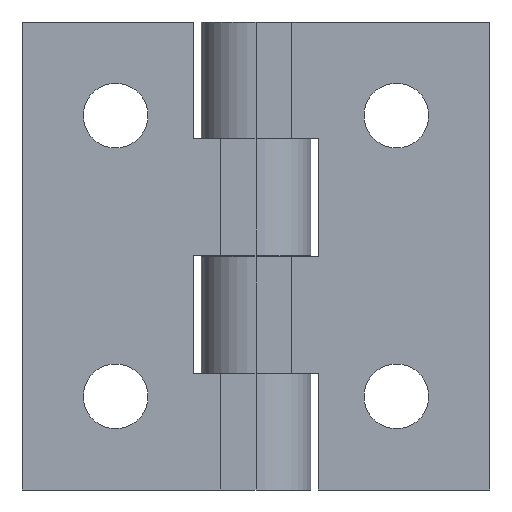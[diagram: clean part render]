
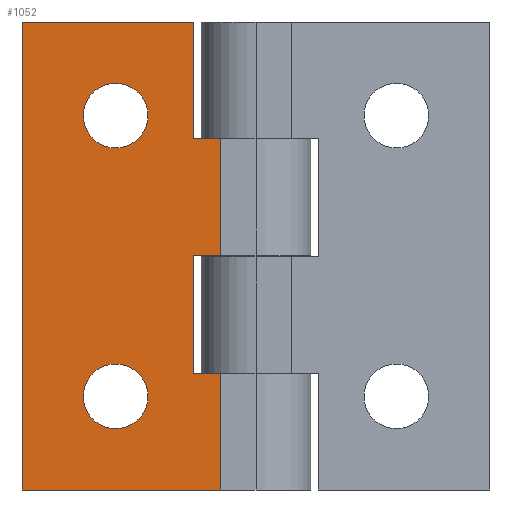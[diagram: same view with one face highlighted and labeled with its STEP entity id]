
A CAD part, front view. The second image highlights one B-rep face of the part: STEP entity #1052.
In plain terms, the highlighted planar face has unit normal (0, -1, 0).
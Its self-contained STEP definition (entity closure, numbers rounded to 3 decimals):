
#12 = DIRECTION ( 'NONE',  ( 1., 0., 0. ) ) ;
#55 = PLANE ( 'NONE',  #678 ) ;
#77 = CIRCLE ( 'NONE', #604, 4.15 ) ;
#104 = VECTOR ( 'NONE', #578, 1000. ) ;
#186 = CARTESIAN_POINT ( 'NONE',  ( -8., -8., -15.1 ) ) ;
#276 = DIRECTION ( 'NONE',  ( 0., 0., -1. ) ) ;
#285 = CARTESIAN_POINT ( 'NONE',  ( -4.5, -8., -15.1 ) ) ;
#289 = VECTOR ( 'NONE', #2342, 1000. ) ;
#308 = CARTESIAN_POINT ( 'NONE',  ( -30., -8., 30. ) ) ;
#322 = CARTESIAN_POINT ( 'NONE',  ( -4.5, -8., 0.1 ) ) ;
#333 = ORIENTED_EDGE ( 'NONE', *, *, #3334, .T. ) ;
#340 = CIRCLE ( 'NONE', #2800, 4.15 ) ;
#341 = CARTESIAN_POINT ( 'NONE',  ( -30., -8., 30. ) ) ;
#363 = LINE ( 'NONE', #2245, #2956 ) ;
#405 = CARTESIAN_POINT ( 'NONE',  ( -18., -8., -22.15 ) ) ;
#481 = LINE ( 'NONE', #3118, #730 ) ;
#527 = CARTESIAN_POINT ( 'NONE',  ( -18., -8., 18. ) ) ;
#555 = AXIS2_PLACEMENT_3D ( 'NONE', #642, #2420, #893 ) ;
#578 = DIRECTION ( 'NONE',  ( 1., 0., 0. ) ) ;
#604 = AXIS2_PLACEMENT_3D ( 'NONE', #527, #2300, #784 ) ;
#608 = AXIS2_PLACEMENT_3D ( 'NONE', #1022, #2843, #1283 ) ;
#642 = CARTESIAN_POINT ( 'NONE',  ( -18., -8., -18. ) ) ;
#661 = EDGE_LOOP ( 'NONE', ( #1077, #2547 ) ) ;
#678 = AXIS2_PLACEMENT_3D ( 'NONE', #308, #2893, #2344 ) ;
#681 = VECTOR ( 'NONE', #1144, 1000. ) ;
#713 = DIRECTION ( 'NONE',  ( 1., 0., 0. ) ) ;
#726 = DIRECTION ( 'NONE',  ( 0., 1., 0. ) ) ;
#730 = VECTOR ( 'NONE', #12, 1000. ) ;
#759 = VERTEX_POINT ( 'NONE', #405 ) ;
#764 = ORIENTED_EDGE ( 'NONE', *, *, #1322, .F. ) ;
#775 = CARTESIAN_POINT ( 'NONE',  ( -8., -8., 0.1 ) ) ;
#784 = DIRECTION ( 'NONE',  ( 0., 0., 1. ) ) ;
#794 = LINE ( 'NONE', #831, #104 ) ;
#831 = CARTESIAN_POINT ( 'NONE',  ( 8.34, -8., -15.1 ) ) ;
#846 = ORIENTED_EDGE ( 'NONE', *, *, #1478, .F. ) ;
#875 = FACE_OUTER_BOUND ( 'NONE', #1961, .T. ) ;
#893 = DIRECTION ( 'NONE',  ( 0., 0., -1. ) ) ;
#909 = CIRCLE ( 'NONE', #608, 4.15 ) ;
#943 = ORIENTED_EDGE ( 'NONE', *, *, #2934, .F. ) ;
#1022 = CARTESIAN_POINT ( 'NONE',  ( -18., -8., -18. ) ) ;
#1052 = ADVANCED_FACE ( 'NONE', ( #1570, #2225, #875 ), #55, .F. ) ;
#1077 = ORIENTED_EDGE ( 'NONE', *, *, #1375, .F. ) ;
#1106 = VECTOR ( 'NONE', #1635, 1000. ) ;
#1144 = DIRECTION ( 'NONE',  ( 0., 0., -1. ) ) ;
#1229 = EDGE_CURVE ( 'NONE', #1277, #2084, #2829, .T. ) ;
#1233 = DIRECTION ( 'NONE',  ( 0., 0., -1. ) ) ;
#1236 = VECTOR ( 'NONE', #713, 1000. ) ;
#1237 = EDGE_CURVE ( 'NONE', #3003, #759, #909, .T. ) ;
#1254 = EDGE_CURVE ( 'NONE', #2828, #1387, #77, .T. ) ;
#1265 = EDGE_CURVE ( 'NONE', #3329, #2591, #2055, .T. ) ;
#1273 = EDGE_CURVE ( 'NONE', #1462, #1624, #1805, .T. ) ;
#1275 = VECTOR ( 'NONE', #276, 1000. ) ;
#1277 = VERTEX_POINT ( 'NONE', #2086 ) ;
#1283 = DIRECTION ( 'NONE',  ( 0., 0., -1. ) ) ;
#1312 = CARTESIAN_POINT ( 'NONE',  ( -8., -8., 15.1 ) ) ;
#1318 = EDGE_CURVE ( 'NONE', #1277, #1462, #3121, .T. ) ;
#1322 = EDGE_CURVE ( 'NONE', #2402, #1863, #2384, .T. ) ;
#1332 = CARTESIAN_POINT ( 'NONE',  ( 8.34, -8., 0.1 ) ) ;
#1375 = EDGE_CURVE ( 'NONE', #759, #3003, #2073, .T. ) ;
#1387 = VERTEX_POINT ( 'NONE', #2703 ) ;
#1417 = CARTESIAN_POINT ( 'NONE',  ( -30., -8., -30. ) ) ;
#1445 = VECTOR ( 'NONE', #2979, 1000. ) ;
#1449 = VERTEX_POINT ( 'NONE', #285 ) ;
#1462 = VERTEX_POINT ( 'NONE', #3149 ) ;
#1478 = EDGE_CURVE ( 'NONE', #2591, #2402, #2396, .T. ) ;
#1543 = ORIENTED_EDGE ( 'NONE', *, *, #1254, .T. ) ;
#1562 = ORIENTED_EDGE ( 'NONE', *, *, #1596, .T. ) ;
#1570 = FACE_BOUND ( 'NONE', #661, .T. ) ;
#1596 = EDGE_CURVE ( 'NONE', #2084, #2889, #481, .T. ) ;
#1624 = VERTEX_POINT ( 'NONE', #1312 ) ;
#1635 = DIRECTION ( 'NONE',  ( 0., 0., -1. ) ) ;
#1722 = VECTOR ( 'NONE', #2938, 1000. ) ;
#1781 = ORIENTED_EDGE ( 'NONE', *, *, #1229, .T. ) ;
#1789 = EDGE_CURVE ( 'NONE', #1449, #2889, #363, .T. ) ;
#1805 = LINE ( 'NONE', #1815, #1275 ) ;
#1815 = CARTESIAN_POINT ( 'NONE',  ( -8., -8., 15.1 ) ) ;
#1827 = ORIENTED_EDGE ( 'NONE', *, *, #1883, .F. ) ;
#1863 = VERTEX_POINT ( 'NONE', #186 ) ;
#1883 = EDGE_CURVE ( 'NONE', #1624, #3329, #2019, .T. ) ;
#1961 = EDGE_LOOP ( 'NONE', ( #3252, #1827, #1985, #3216, #1781, #1562, #2178, #943, #764, #846 ) ) ;
#1985 = ORIENTED_EDGE ( 'NONE', *, *, #1273, .F. ) ;
#2005 = EDGE_LOOP ( 'NONE', ( #1543, #333 ) ) ;
#2019 = LINE ( 'NONE', #2780, #1236 ) ;
#2055 = LINE ( 'NONE', #2705, #681 ) ;
#2073 = CIRCLE ( 'NONE', #555, 4.15 ) ;
#2084 = VERTEX_POINT ( 'NONE', #1417 ) ;
#2086 = CARTESIAN_POINT ( 'NONE',  ( -30., -8., 30. ) ) ;
#2178 = ORIENTED_EDGE ( 'NONE', *, *, #1789, .F. ) ;
#2180 = CARTESIAN_POINT ( 'NONE',  ( -30., -8., 30. ) ) ;
#2225 = FACE_BOUND ( 'NONE', #2005, .T. ) ;
#2243 = CARTESIAN_POINT ( 'NONE',  ( -18., -8., 18. ) ) ;
#2245 = CARTESIAN_POINT ( 'NONE',  ( -4.5, -8., 30. ) ) ;
#2300 = DIRECTION ( 'NONE',  ( 0., 1., 0. ) ) ;
#2342 = DIRECTION ( 'NONE',  ( -1., 0., 0. ) ) ;
#2344 = DIRECTION ( 'NONE',  ( 0., 0., 1. ) ) ;
#2384 = LINE ( 'NONE', #2661, #1106 ) ;
#2396 = LINE ( 'NONE', #1332, #289 ) ;
#2402 = VERTEX_POINT ( 'NONE', #775 ) ;
#2420 = DIRECTION ( 'NONE',  ( 0., -1., 0. ) ) ;
#2509 = DIRECTION ( 'NONE',  ( 0., 0., 1. ) ) ;
#2547 = ORIENTED_EDGE ( 'NONE', *, *, #1237, .F. ) ;
#2591 = VERTEX_POINT ( 'NONE', #322 ) ;
#2616 = CARTESIAN_POINT ( 'NONE',  ( -4.5, -8., -30. ) ) ;
#2661 = CARTESIAN_POINT ( 'NONE',  ( -8., -8., -15.1 ) ) ;
#2668 = CARTESIAN_POINT ( 'NONE',  ( -18., -8., -13.85 ) ) ;
#2703 = CARTESIAN_POINT ( 'NONE',  ( -18., -8., 13.85 ) ) ;
#2705 = CARTESIAN_POINT ( 'NONE',  ( -4.5, -8., 30. ) ) ;
#2780 = CARTESIAN_POINT ( 'NONE',  ( 8.252, -8., 15.1 ) ) ;
#2800 = AXIS2_PLACEMENT_3D ( 'NONE', #2243, #726, #2509 ) ;
#2828 = VERTEX_POINT ( 'NONE', #3127 ) ;
#2829 = LINE ( 'NONE', #2180, #1445 ) ;
#2843 = DIRECTION ( 'NONE',  ( 0., -1., 0. ) ) ;
#2889 = VERTEX_POINT ( 'NONE', #2616 ) ;
#2893 = DIRECTION ( 'NONE',  ( 0., 1., 0. ) ) ;
#2934 = EDGE_CURVE ( 'NONE', #1863, #1449, #794, .T. ) ;
#2938 = DIRECTION ( 'NONE',  ( 1., 0., 0. ) ) ;
#2956 = VECTOR ( 'NONE', #1233, 1000. ) ;
#2979 = DIRECTION ( 'NONE',  ( 0., 0., -1. ) ) ;
#3003 = VERTEX_POINT ( 'NONE', #2668 ) ;
#3055 = CARTESIAN_POINT ( 'NONE',  ( -4.5, -8., 15.1 ) ) ;
#3118 = CARTESIAN_POINT ( 'NONE',  ( -30., -8., -30. ) ) ;
#3121 = LINE ( 'NONE', #341, #1722 ) ;
#3127 = CARTESIAN_POINT ( 'NONE',  ( -18., -8., 22.15 ) ) ;
#3149 = CARTESIAN_POINT ( 'NONE',  ( -8., -8., 30. ) ) ;
#3216 = ORIENTED_EDGE ( 'NONE', *, *, #1318, .F. ) ;
#3252 = ORIENTED_EDGE ( 'NONE', *, *, #1265, .F. ) ;
#3329 = VERTEX_POINT ( 'NONE', #3055 ) ;
#3334 = EDGE_CURVE ( 'NONE', #1387, #2828, #340, .T. ) ;
